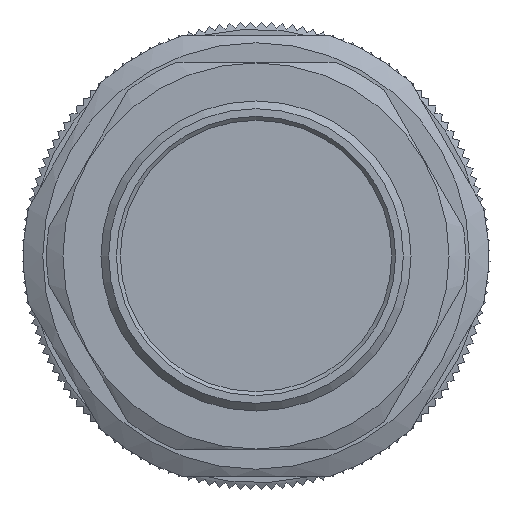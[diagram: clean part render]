
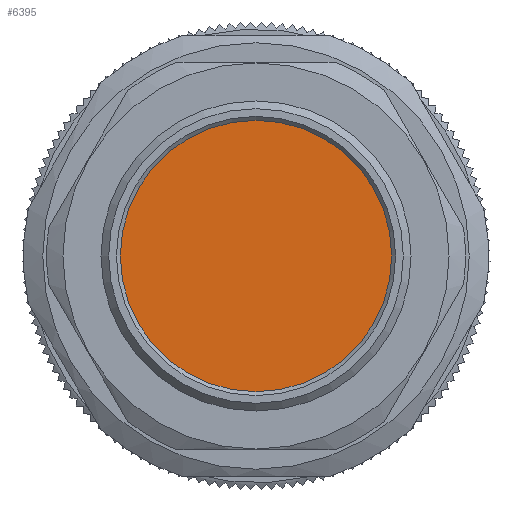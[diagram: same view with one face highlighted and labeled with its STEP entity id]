
A CAD part, front view. The second image highlights one B-rep face of the part: STEP entity #6395.
In plain terms, the highlighted planar face has unit normal (0, -1, 0).
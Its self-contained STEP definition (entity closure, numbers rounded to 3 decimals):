
#629=PLANE('',#6774);
#937=FACE_OUTER_BOUND('',#1286,.T.);
#1286=EDGE_LOOP('',(#4045));
#1656=CIRCLE('',#6775,17.5);
#2388=VERTEX_POINT('',#8376);
#3049=EDGE_CURVE('',#2388,#2388,#1656,.T.);
#4045=ORIENTED_EDGE('',*,*,#3049,.F.);
#6395=ADVANCED_FACE('',(#937),#629,.F.);
#6774=AXIS2_PLACEMENT_3D('',#8375,#7207,#7208);
#6775=AXIS2_PLACEMENT_3D('',#8377,#7209,#7210);
#7207=DIRECTION('center_axis',(0.,1.,0.));
#7208=DIRECTION('ref_axis',(0.,0.,1.));
#7209=DIRECTION('center_axis',(0.,1.,0.));
#7210=DIRECTION('ref_axis',(1.,0.,0.));
#8375=CARTESIAN_POINT('Origin',(13.496,-6.497,0.));
#8376=CARTESIAN_POINT('',(30.996,-6.497,0.));
#8377=CARTESIAN_POINT('Origin',(13.496,-6.497,0.));
